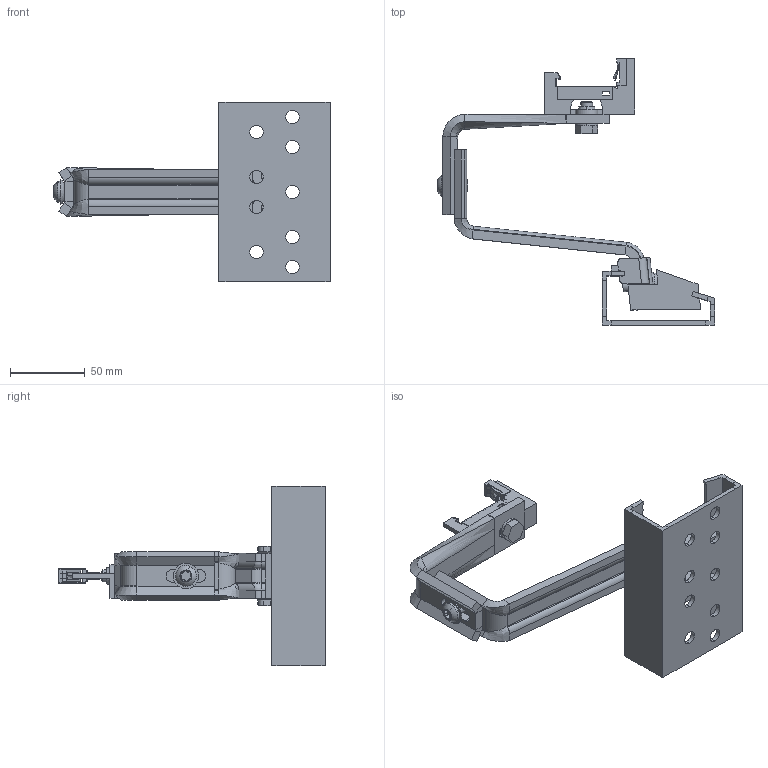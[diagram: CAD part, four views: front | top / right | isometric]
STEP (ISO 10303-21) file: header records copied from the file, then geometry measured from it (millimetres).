
FILE_DESCRIPTION (( 'STEP AP214' ), '1' );
FILE_NAME ('5901410.STEP', '2024-05-29T12:54:08', ( '' ), ( '' ), 'SwSTEP 2.0', 'SolidWorks 2022', '' );
FILE_SCHEMA (( 'AUTOMOTIVE_DESIGN' ));
Length unit declared in the file: millimetre
Products named in the file (13): 253894; 35016558_Standard; 251513; 253611; 253892_30; 241692; 258771; 246010_ISO 7380-1 - TX 40 - M8x20; 5901410; 253891_30; 020302_ISO 4017 - M8 x 16; 246010_ISO 7380-1 - TX 40 - M8x16; 253893
Assembly tree (12 placements, depth 2):
  5901410
    251513
    253891_30
    253892_30
    253893
    253894
    246010_ISO 7380-1 - TX 40 - M8x20
    246010_ISO 7380-1 - TX 40 - M8x16
    253611
    241692
    020302_ISO 4017 - M8 x 16
    35016558_Standard
    258771
Bounding box: 185.04 x 178.17 x 120 mm (x, y, z)
Volume: 145622 mm3; surface area: 87445.3 mm2
Topology: 12 solids, 12 shells, 625 faces, 1689 edges, 1086 vertices
Faces by surface type: plane 370, cylinder 199, bspline 24, torus 20, cone 10, sphere 2
Entity records: 26470 total; most frequent: CARTESIAN_POINT 6345, ORIENTED_EDGE 3378, DIRECTION 3250, EDGE_CURVE 1689, VECTOR 1134, LINE 1134, VERTEX_POINT 1086, AXIS2_PLACEMENT_3D 1058
